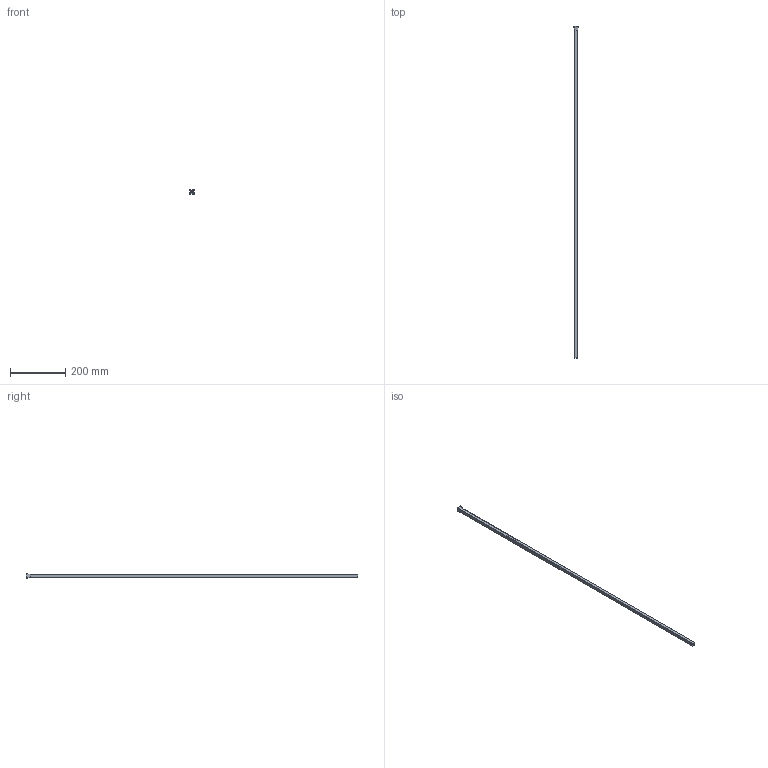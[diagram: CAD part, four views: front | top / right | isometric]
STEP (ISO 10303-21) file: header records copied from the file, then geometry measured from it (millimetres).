
FILE_DESCRIPTION (( 'STEP AP203' ), '1' );
FILE_NAME ('18560.STEP', '2022-04-21T11:19:58', ( '' ), ( '' ), 'SwSTEP 2.0', 'SolidWorks 2018', '' );
FILE_SCHEMA (( 'CONFIG_CONTROL_DESIGN' ));
Length unit declared in the file: millimetre
Products named in the file (1): 18560
Bounding box: 18 x 1200 x 18 mm (x, y, z)
Volume: 172642.2 mm3; surface area: 56154.5 mm2
Topology: 1 solids, 1 shells, 253 faces, 674 edges, 444 vertices
Faces by surface type: plane 118, bspline 115, cylinder 16, torus 4
Entity records: 13211 total; most frequent: CARTESIAN_POINT 7643, ORIENTED_EDGE 1348, DIRECTION 734, EDGE_CURVE 674, VERTEX_POINT 444, VECTOR 408, LINE 408, EDGE_LOOP 274
